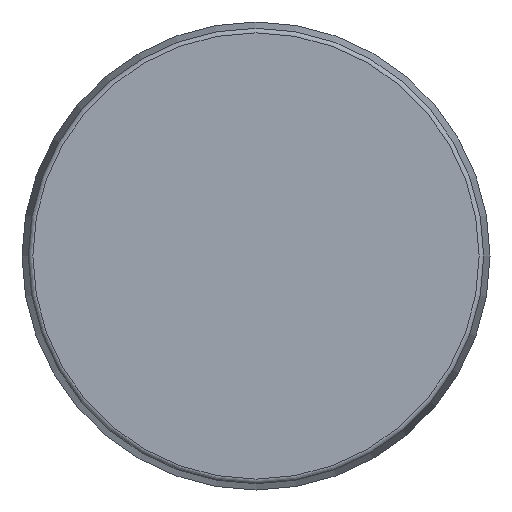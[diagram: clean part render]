
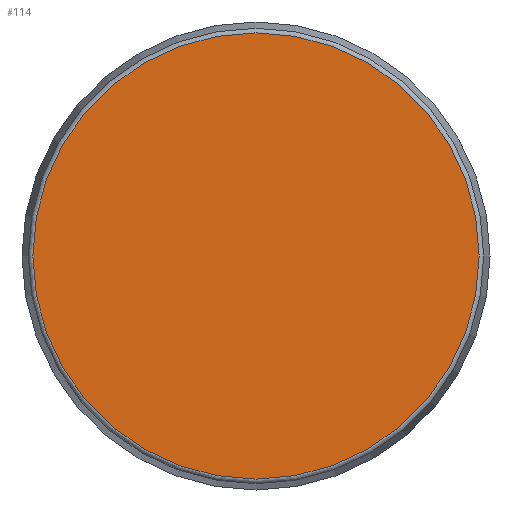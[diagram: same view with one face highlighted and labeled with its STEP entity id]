
A CAD part, front view. The second image highlights one B-rep face of the part: STEP entity #114.
In plain terms, the highlighted planar face has unit normal (0, -1, 0).
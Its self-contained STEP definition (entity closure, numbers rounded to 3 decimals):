
#114 = ADVANCED_FACE( '', ( #244 ), #245, .F. );
#244 = FACE_OUTER_BOUND( '', #379, .T. );
#245 = PLANE( '', #380 );
#379 = EDGE_LOOP( '', ( #652 ) );
#380 = AXIS2_PLACEMENT_3D( '', #653, #654, #655 );
#652 = ORIENTED_EDGE( '', *, *, #785, .T. );
#653 = CARTESIAN_POINT( '', ( 47.673, 0., 0. ) );
#654 = DIRECTION( '', ( 0., 1., 0. ) );
#655 = DIRECTION( '', ( 0., 0., 1. ) );
#785 = EDGE_CURVE( '', #923, #923, #924, .T. );
#923 = VERTEX_POINT( '', #1211 );
#924 = CIRCLE( '', #1212, 47.673 );
#1211 = CARTESIAN_POINT( '', ( 0., 0., -47.673 ) );
#1212 = AXIS2_PLACEMENT_3D( '', #1336, #1337, #1338 );
#1336 = CARTESIAN_POINT( '', ( 0., 0., 0. ) );
#1337 = DIRECTION( '', ( 0., -1., 0. ) );
#1338 = DIRECTION( '', ( 0., 0., -1. ) );
